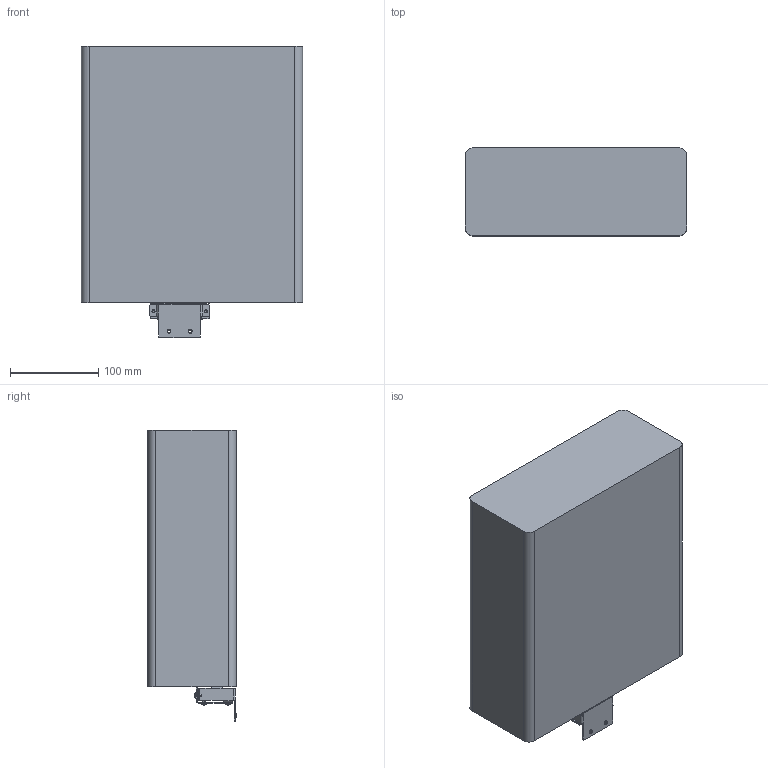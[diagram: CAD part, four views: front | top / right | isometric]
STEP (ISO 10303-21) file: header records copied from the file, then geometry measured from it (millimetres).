
FILE_DESCRIPTION (( 'STEP AP203' ), '1' );
FILE_NAME ('E4000 コントローラ.STEP', '2019-01-21T07:13:04', ( '' ), ( '' ), 'SwSTEP 2.0', 'SolidWorks 2013', '' );
FILE_SCHEMA (( 'CONFIG_CONTROL_DESIGN' ));
Length unit declared in the file: millimetre
Products named in the file (1): E4000 コントローラ
Bounding box: 250 x 100 x 330 mm (x, y, z)
Volume: 7238830.5 mm3; surface area: 263571.2 mm2
Topology: 10 solids, 10 shells, 347 faces, 913 edges, 594 vertices
Faces by surface type: plane 199, cylinder 76, cone 54, bspline 18
Entity records: 11574 total; most frequent: CARTESIAN_POINT 3265, ORIENTED_EDGE 1802, DIRECTION 1575, EDGE_CURVE 901, AXIS2_PLACEMENT_3D 596, VERTEX_POINT 594, EDGE_LOOP 391, LINE 383
